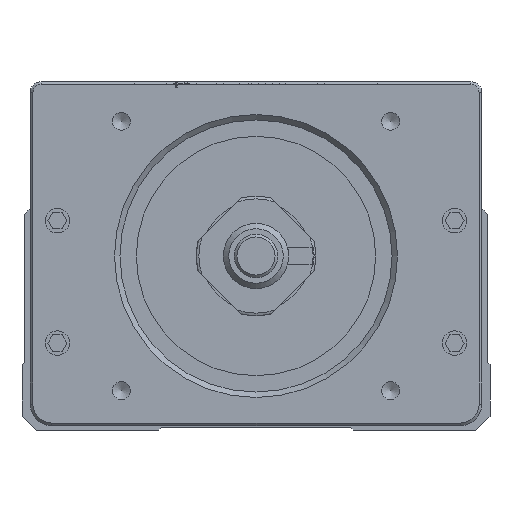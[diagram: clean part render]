
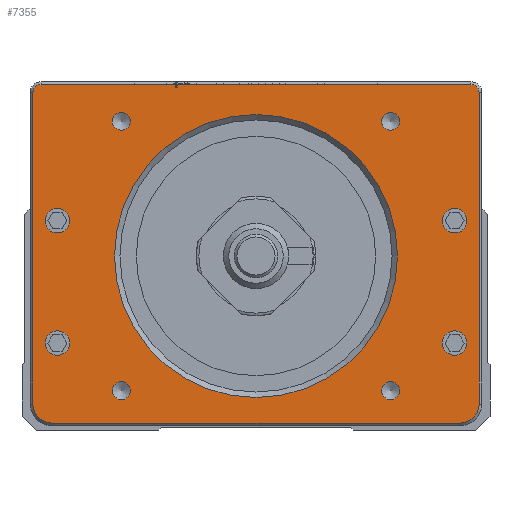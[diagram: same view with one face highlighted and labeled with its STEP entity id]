
A CAD part, front view. The second image highlights one B-rep face of the part: STEP entity #7355.
In plain terms, the highlighted planar face has unit normal (0, -1, 0).
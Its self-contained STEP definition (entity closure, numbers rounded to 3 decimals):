
#985=LINE('',#39380,#3672);
#986=LINE('',#39385,#3673);
#987=LINE('',#39389,#3674);
#988=LINE('',#39393,#3675);
#3672=VECTOR('',#31171,1.);
#3673=VECTOR('',#31174,1.);
#3674=VECTOR('',#31177,1.);
#3675=VECTOR('',#31180,1.);
#6504=FACE_BOUND('',#11219,.T.);
#6505=FACE_BOUND('',#11220,.T.);
#6506=FACE_BOUND('',#11221,.T.);
#6507=FACE_BOUND('',#11222,.T.);
#6508=FACE_BOUND('',#11223,.T.);
#6509=FACE_BOUND('',#11224,.T.);
#6510=FACE_BOUND('',#11225,.T.);
#6511=FACE_BOUND('',#11226,.T.);
#6512=FACE_BOUND('',#11227,.T.);
#6513=FACE_BOUND('',#11228,.T.);
#7355=ADVANCED_FACE('',(#6504,#6505,#6506,#6507,#6508,#6509,#6510,#6511,
#6512,#6513),#8900,.F.);
#8900=PLANE('',#28204);
#11219=EDGE_LOOP('',(#13719));
#11220=EDGE_LOOP('',(#13720));
#11221=EDGE_LOOP('',(#13721));
#11222=EDGE_LOOP('',(#13722));
#11223=EDGE_LOOP('',(#13723));
#11224=EDGE_LOOP('',(#13724,#13725,#13726,#13727,#13728,#13729,#13730,#13731));
#11225=EDGE_LOOP('',(#13732));
#11226=EDGE_LOOP('',(#13733));
#11227=EDGE_LOOP('',(#13734));
#11228=EDGE_LOOP('',(#13735));
#13719=ORIENTED_EDGE('',*,*,#23821,.T.);
#13720=ORIENTED_EDGE('',*,*,#23822,.T.);
#13721=ORIENTED_EDGE('',*,*,#23823,.T.);
#13722=ORIENTED_EDGE('',*,*,#23824,.T.);
#13723=ORIENTED_EDGE('',*,*,#23825,.T.);
#13724=ORIENTED_EDGE('',*,*,#23826,.T.);
#13725=ORIENTED_EDGE('',*,*,#23827,.T.);
#13726=ORIENTED_EDGE('',*,*,#23828,.T.);
#13727=ORIENTED_EDGE('',*,*,#23829,.T.);
#13728=ORIENTED_EDGE('',*,*,#23830,.T.);
#13729=ORIENTED_EDGE('',*,*,#23831,.T.);
#13730=ORIENTED_EDGE('',*,*,#23832,.T.);
#13731=ORIENTED_EDGE('',*,*,#23833,.T.);
#13732=ORIENTED_EDGE('',*,*,#23834,.T.);
#13733=ORIENTED_EDGE('',*,*,#23835,.T.);
#13734=ORIENTED_EDGE('',*,*,#23836,.T.);
#13735=ORIENTED_EDGE('',*,*,#23837,.T.);
#21128=VERTEX_POINT('',#39371);
#21129=VERTEX_POINT('',#39373);
#21130=VERTEX_POINT('',#39375);
#21131=VERTEX_POINT('',#39377);
#21132=VERTEX_POINT('',#39379);
#21133=VERTEX_POINT('',#39381);
#21134=VERTEX_POINT('',#39382);
#21135=VERTEX_POINT('',#39384);
#21136=VERTEX_POINT('',#39386);
#21137=VERTEX_POINT('',#39388);
#21138=VERTEX_POINT('',#39390);
#21139=VERTEX_POINT('',#39392);
#21140=VERTEX_POINT('',#39394);
#21141=VERTEX_POINT('',#39397);
#21142=VERTEX_POINT('',#39399);
#21143=VERTEX_POINT('',#39401);
#21144=VERTEX_POINT('',#39403);
#23821=EDGE_CURVE('',#21128,#21128,#27244,.T.);
#23822=EDGE_CURVE('',#21129,#21129,#27245,.T.);
#23823=EDGE_CURVE('',#21130,#21130,#27246,.T.);
#23824=EDGE_CURVE('',#21131,#21131,#27247,.T.);
#23825=EDGE_CURVE('',#21132,#21132,#27248,.T.);
#23826=EDGE_CURVE('',#21133,#21134,#985,.T.);
#23827=EDGE_CURVE('',#21134,#21135,#27249,.T.);
#23828=EDGE_CURVE('',#21135,#21136,#986,.T.);
#23829=EDGE_CURVE('',#21136,#21137,#27250,.T.);
#23830=EDGE_CURVE('',#21137,#21138,#987,.T.);
#23831=EDGE_CURVE('',#21138,#21139,#27251,.T.);
#23832=EDGE_CURVE('',#21139,#21140,#988,.T.);
#23833=EDGE_CURVE('',#21140,#21133,#27252,.T.);
#23834=EDGE_CURVE('',#21141,#21141,#27253,.T.);
#23835=EDGE_CURVE('',#21142,#21142,#27254,.T.);
#23836=EDGE_CURVE('',#21143,#21143,#27255,.T.);
#23837=EDGE_CURVE('',#21144,#21144,#27256,.T.);
#27244=CIRCLE('',#28191,26.);
#27245=CIRCLE('',#28192,1.65);
#27246=CIRCLE('',#28193,1.65);
#27247=CIRCLE('',#28194,1.65);
#27248=CIRCLE('',#28195,1.65);
#27249=CIRCLE('',#28196,1.5);
#27250=CIRCLE('',#28197,1.5);
#27251=CIRCLE('',#28198,3.5);
#27252=CIRCLE('',#28199,3.5);
#27253=CIRCLE('',#28200,2.25);
#27254=CIRCLE('',#28201,2.25);
#27255=CIRCLE('',#28202,2.25);
#27256=CIRCLE('',#28203,2.25);
#28191=AXIS2_PLACEMENT_3D('',#39370,#31161,#31162);
#28192=AXIS2_PLACEMENT_3D('',#39372,#31163,#31164);
#28193=AXIS2_PLACEMENT_3D('',#39374,#31165,#31166);
#28194=AXIS2_PLACEMENT_3D('',#39376,#31167,#31168);
#28195=AXIS2_PLACEMENT_3D('',#39378,#31169,#31170);
#28196=AXIS2_PLACEMENT_3D('',#39383,#31172,#31173);
#28197=AXIS2_PLACEMENT_3D('',#39387,#31175,#31176);
#28198=AXIS2_PLACEMENT_3D('',#39391,#31178,#31179);
#28199=AXIS2_PLACEMENT_3D('',#39395,#31181,#31182);
#28200=AXIS2_PLACEMENT_3D('',#39396,#31183,#31184);
#28201=AXIS2_PLACEMENT_3D('',#39398,#31185,#31186);
#28202=AXIS2_PLACEMENT_3D('',#39400,#31187,#31188);
#28203=AXIS2_PLACEMENT_3D('',#39402,#31189,#31190);
#28204=AXIS2_PLACEMENT_3D('',#39404,#31191,#31192);
#31161=DIRECTION('',(0.,1.,0.));
#31162=DIRECTION('',(0.,0.,1.));
#31163=DIRECTION('',(0.,1.,0.));
#31164=DIRECTION('',(0.,0.,1.));
#31165=DIRECTION('',(0.,1.,0.));
#31166=DIRECTION('',(0.,0.,1.));
#31167=DIRECTION('',(0.,1.,0.));
#31168=DIRECTION('',(0.,0.,1.));
#31169=DIRECTION('',(0.,1.,0.));
#31170=DIRECTION('',(0.,0.,1.));
#31171=DIRECTION('',(0.,0.,1.));
#31172=DIRECTION('',(0.,-1.,0.));
#31173=DIRECTION('',(0.,0.,1.));
#31174=DIRECTION('',(-1.,0.,0.));
#31175=DIRECTION('',(0.,-1.,0.));
#31176=DIRECTION('',(0.,0.,1.));
#31177=DIRECTION('',(0.,0.,-1.));
#31178=DIRECTION('',(0.,-1.,0.));
#31179=DIRECTION('',(0.,0.,1.));
#31180=DIRECTION('',(1.,0.,0.));
#31181=DIRECTION('',(0.,-1.,0.));
#31182=DIRECTION('',(0.,0.,1.));
#31183=DIRECTION('',(0.,1.,0.));
#31184=DIRECTION('',(0.,0.,1.));
#31185=DIRECTION('',(0.,1.,0.));
#31186=DIRECTION('',(0.,0.,1.));
#31187=DIRECTION('',(0.,1.,0.));
#31188=DIRECTION('',(0.,0.,1.));
#31189=DIRECTION('',(0.,1.,0.));
#31190=DIRECTION('',(0.,0.,1.));
#31191=DIRECTION('',(0.,1.,0.));
#31192=DIRECTION('',(0.,0.,-1.));
#39370=CARTESIAN_POINT('',(0.,-236.633,32.));
#39371=CARTESIAN_POINT('',(0.,-236.633,58.));
#39372=CARTESIAN_POINT('',(-24.749,-236.633,56.749));
#39373=CARTESIAN_POINT('',(-24.749,-236.633,58.399));
#39374=CARTESIAN_POINT('',(-24.749,-236.633,7.251));
#39375=CARTESIAN_POINT('',(-24.749,-236.633,8.901));
#39376=CARTESIAN_POINT('',(24.749,-236.633,7.251));
#39377=CARTESIAN_POINT('',(24.749,-236.633,8.901));
#39378=CARTESIAN_POINT('',(24.749,-236.633,56.749));
#39379=CARTESIAN_POINT('',(24.749,-236.633,58.399));
#39380=CARTESIAN_POINT('',(41.,-236.633,60.));
#39381=CARTESIAN_POINT('',(41.,-236.633,4.8));
#39382=CARTESIAN_POINT('',(41.,-236.633,62.));
#39383=CARTESIAN_POINT('',(39.5,-236.633,62.));
#39384=CARTESIAN_POINT('',(39.5,-236.633,63.5));
#39385=CARTESIAN_POINT('',(39.,-236.633,63.5));
#39386=CARTESIAN_POINT('',(-39.5,-236.633,63.5));
#39387=CARTESIAN_POINT('',(-39.5,-236.633,62.));
#39388=CARTESIAN_POINT('',(-41.,-236.633,62.));
#39389=CARTESIAN_POINT('',(-41.,-236.633,60.));
#39390=CARTESIAN_POINT('',(-41.,-236.633,4.8));
#39391=CARTESIAN_POINT('',(-37.5,-236.633,4.8));
#39392=CARTESIAN_POINT('',(-37.5,-236.633,1.3));
#39393=CARTESIAN_POINT('',(39.,-236.633,1.3));
#39394=CARTESIAN_POINT('',(37.5,-236.633,1.3));
#39395=CARTESIAN_POINT('',(37.5,-236.633,4.8));
#39396=CARTESIAN_POINT('',(-36.5,-236.633,38.5));
#39397=CARTESIAN_POINT('',(-36.5,-236.633,40.75));
#39398=CARTESIAN_POINT('',(-36.5,-236.633,16.));
#39399=CARTESIAN_POINT('',(-36.5,-236.633,18.25));
#39400=CARTESIAN_POINT('',(36.5,-236.633,38.5));
#39401=CARTESIAN_POINT('',(36.5,-236.633,40.75));
#39402=CARTESIAN_POINT('',(36.5,-236.633,16.));
#39403=CARTESIAN_POINT('',(36.5,-236.633,18.25));
#39404=CARTESIAN_POINT('',(39.,-236.633,60.));
